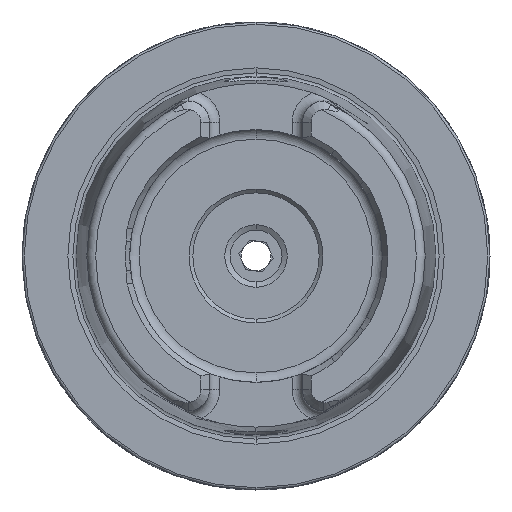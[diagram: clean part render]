
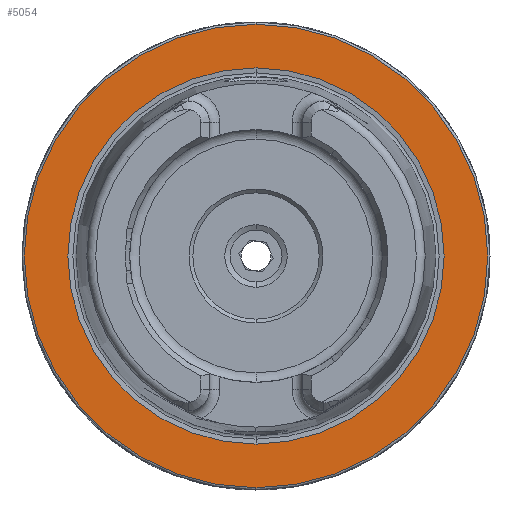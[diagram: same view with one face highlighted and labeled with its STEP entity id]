
A CAD part, left-side view. The second image highlights one B-rep face of the part: STEP entity #5054.
In plain terms, the highlighted planar face has unit normal (-1, 0, 0).
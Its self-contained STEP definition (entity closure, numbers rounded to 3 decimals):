
#2132 = VERTEX_POINT ( 'NONE', #9152 ) ;
#2189 = VERTEX_POINT ( 'NONE', #7522 ) ;
#2211 = VERTEX_POINT ( 'NONE', #4361 ) ;
#2317 = EDGE_CURVE ( 'NONE', #2211, #2132, #10431, .T. ) ;
#2318 = EDGE_CURVE ( 'NONE', #2189, #5375, #10354, .T. ) ;
#2663 = CARTESIAN_POINT ( 'NONE',  ( 0., 0., 31.2 ) ) ;
#3308 = FACE_OUTER_BOUND ( 'NONE', #4985, .T. ) ;
#3309 = FACE_BOUND ( 'NONE', #4974, .T. ) ;
#3962 = DIRECTION ( 'NONE',  ( 0., 0., -1. ) ) ;
#3965 = PLANE ( 'NONE',  #4040 ) ;
#3968 = CARTESIAN_POINT ( 'NONE',  ( 0., 31.2, 0. ) ) ;
#3979 = DIRECTION ( 'NONE',  ( 1., 0., 0. ) ) ;
#4040 = AXIS2_PLACEMENT_3D ( 'NONE', #3968, #3979, #3962 ) ;
#4361 = CARTESIAN_POINT ( 'NONE',  ( 0., 0., 25.324 ) ) ;
#4727 = DIRECTION ( 'NONE',  ( 0., 0., 1. ) ) ;
#4730 = DIRECTION ( 'NONE',  ( -1., 0., 0. ) ) ;
#4731 = CARTESIAN_POINT ( 'NONE',  ( 0., 0., 0. ) ) ;
#4734 = DIRECTION ( 'NONE',  ( 0., 0., 1. ) ) ;
#4735 = DIRECTION ( 'NONE',  ( -1., 0., 0. ) ) ;
#4736 = CARTESIAN_POINT ( 'NONE',  ( 0., 0., 0. ) ) ;
#4974 = EDGE_LOOP ( 'NONE', ( #8238, #8239 ) ) ;
#4985 = EDGE_LOOP ( 'NONE', ( #8240, #8241 ) ) ;
#5054 = ADVANCED_FACE ( 'NONE', ( #3309, #3308 ), #3965, .F. ) ;
#5375 = VERTEX_POINT ( 'NONE', #2663 ) ;
#5525 = CIRCLE ( 'NONE', #8292, 31.2 ) ;
#5807 = AXIS2_PLACEMENT_3D ( 'NONE', #4731, #4730, #4727 ) ;
#5809 = AXIS2_PLACEMENT_3D ( 'NONE', #4736, #4735, #4734 ) ;
#6947 = EDGE_CURVE ( 'NONE', #5375, #2189, #5525, .T. ) ;
#6951 = EDGE_CURVE ( 'NONE', #2132, #2211, #9246, .T. ) ;
#7522 = CARTESIAN_POINT ( 'NONE',  ( 0., 0., -31.2 ) ) ;
#8238 = ORIENTED_EDGE ( 'NONE', *, *, #2317, .F. ) ;
#8239 = ORIENTED_EDGE ( 'NONE', *, *, #6951, .F. ) ;
#8240 = ORIENTED_EDGE ( 'NONE', *, *, #6947, .T. ) ;
#8241 = ORIENTED_EDGE ( 'NONE', *, *, #2318, .T. ) ;
#8280 = AXIS2_PLACEMENT_3D ( 'NONE', #9353, #9354, #9355 ) ;
#8292 = AXIS2_PLACEMENT_3D ( 'NONE', #9342, #9343, #9344 ) ;
#9152 = CARTESIAN_POINT ( 'NONE',  ( 0., 0., -25.324 ) ) ;
#9246 = CIRCLE ( 'NONE', #8280, 25.324 ) ;
#9342 = CARTESIAN_POINT ( 'NONE',  ( 0., 0., 0. ) ) ;
#9343 = DIRECTION ( 'NONE',  ( -1., 0., 0. ) ) ;
#9344 = DIRECTION ( 'NONE',  ( 0., 0., 1. ) ) ;
#9353 = CARTESIAN_POINT ( 'NONE',  ( 0., 0., 0. ) ) ;
#9354 = DIRECTION ( 'NONE',  ( -1., 0., 0. ) ) ;
#9355 = DIRECTION ( 'NONE',  ( 0., 0., 1. ) ) ;
#10354 = CIRCLE ( 'NONE', #5807, 31.2 ) ;
#10431 = CIRCLE ( 'NONE', #5809, 25.324 ) ;
